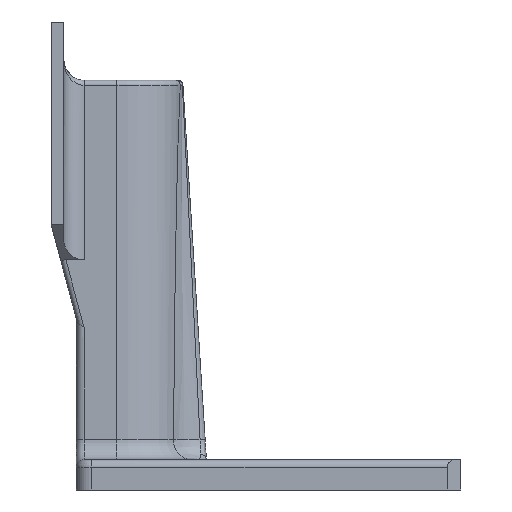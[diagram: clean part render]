
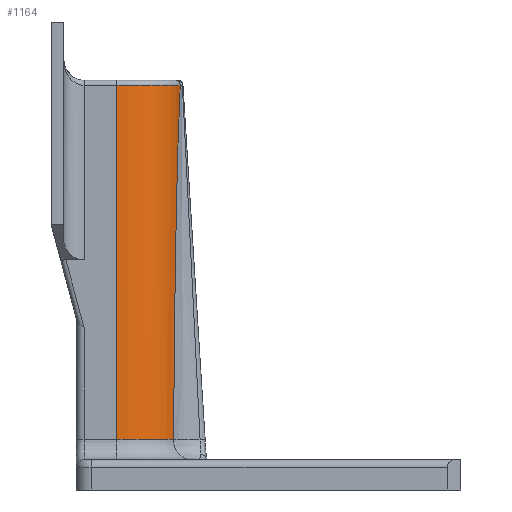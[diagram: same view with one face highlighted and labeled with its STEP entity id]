
A CAD part, left-side view. The second image highlights one B-rep face of the part: STEP entity #1164.
In plain terms, the highlighted cylindrical face has radius 13 mm (diameter 26 mm), a partial arc.
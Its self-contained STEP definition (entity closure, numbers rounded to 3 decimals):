
#56 = B_SPLINE_CURVE_WITH_KNOTS ( 'NONE', 3,
 ( #1342, #644, #2408, #4190, #249, #3812, #2708, #2359, #4444, #3460, #1273, #4118, #3066, #2062, #950, #2009, #4498, #4286 ),
 .UNSPECIFIED., .F., .F.,
 ( 4, 2, 2, 2, 2, 2, 2, 2, 4 ),
 ( 0.004, 0.022, 0.039, 0.048, 0.057, 0.065, 0.07, 0.072, 0.074 ),
 .UNSPECIFIED. ) ;
#73 = AXIS2_PLACEMENT_3D ( 'NONE', #1636, #3864, #705 ) ;
#86 = AXIS2_PLACEMENT_3D ( 'NONE', #1161, #4346, #4305 ) ;
#216 = FACE_OUTER_BOUND ( 'NONE', #2461, .T. ) ;
#249 = CARTESIAN_POINT ( 'NONE',  ( -6.149, -11.456, 39.215 ) ) ;
#280 = CARTESIAN_POINT ( 'NONE',  ( 0., 0., 80. ) ) ;
#644 = CARTESIAN_POINT ( 'NONE',  ( -6.568, -11.219, 15.844 ) ) ;
#705 = DIRECTION ( 'NONE',  ( -1., 0., 0. ) ) ;
#909 = ORIENTED_EDGE ( 'NONE', *, *, #3231, .T. ) ;
#950 = CARTESIAN_POINT ( 'NONE',  ( -3.985, -12.375, 77.118 ) ) ;
#967 = ORIENTED_EDGE ( 'NONE', *, *, #2143, .T. ) ;
#988 = CARTESIAN_POINT ( 'NONE',  ( -13., 0., 81. ) ) ;
#1132 = EDGE_CURVE ( 'NONE', #3738, #4530, #3803, .T. ) ;
#1161 = CARTESIAN_POINT ( 'NONE',  ( 0., 0., 10. ) ) ;
#1164 = ADVANCED_FACE ( 'NONE', ( #216 ), #2722, .T. ) ;
#1273 = CARTESIAN_POINT ( 'NONE',  ( -4.862, -12.06, 68.401 ) ) ;
#1342 = CARTESIAN_POINT ( 'NONE',  ( -6.626, -11.185, 10. ) ) ;
#1636 = CARTESIAN_POINT ( 'NONE',  ( 0., 0., 81. ) ) ;
#1730 = CIRCLE ( 'NONE', #4296, 13. ) ;
#1872 = ORIENTED_EDGE ( 'NONE', *, *, #1132, .T. ) ;
#2009 = CARTESIAN_POINT ( 'NONE',  ( -3.776, -12.44, 78.562 ) ) ;
#2053 = CARTESIAN_POINT ( 'NONE',  ( -3.526, -12.513, 80. ) ) ;
#2062 = CARTESIAN_POINT ( 'NONE',  ( -4.078, -12.344, 76.393 ) ) ;
#2070 = DIRECTION ( 'NONE',  ( 0., 0., -1. ) ) ;
#2143 = EDGE_CURVE ( 'NONE', #3437, #3738, #1730, .T. ) ;
#2359 = CARTESIAN_POINT ( 'NONE',  ( -5.532, -11.765, 56.735 ) ) ;
#2375 = ORIENTED_EDGE ( 'NONE', *, *, #2656, .T. ) ;
#2408 = CARTESIAN_POINT ( 'NONE',  ( -6.491, -11.264, 21.687 ) ) ;
#2461 = EDGE_LOOP ( 'NONE', ( #2375, #967, #1872, #909 ) ) ;
#2592 = CARTESIAN_POINT ( 'NONE',  ( -6.626, -11.185, 10. ) ) ;
#2656 = EDGE_CURVE ( 'NONE', #2913, #3437, #56, .T. ) ;
#2708 = CARTESIAN_POINT ( 'NONE',  ( -5.774, -11.648, 50.897 ) ) ;
#2722 = CYLINDRICAL_SURFACE ( 'NONE', #73, 13. ) ;
#2837 = CIRCLE ( 'NONE', #86, 13. ) ;
#2913 = VERTEX_POINT ( 'NONE', #2592 ) ;
#3066 = CARTESIAN_POINT ( 'NONE',  ( -4.335, -12.257, 74.219 ) ) ;
#3231 = EDGE_CURVE ( 'NONE', #4530, #2913, #2837, .T. ) ;
#3437 = VERTEX_POINT ( 'NONE', #2053 ) ;
#3460 = CARTESIAN_POINT ( 'NONE',  ( -5.057, -11.977, 65.486 ) ) ;
#3738 = VERTEX_POINT ( 'NONE', #3791 ) ;
#3755 = DIRECTION ( 'NONE',  ( 0., 0., -1. ) ) ;
#3772 = DIRECTION ( 'NONE',  ( 1., 0., 0. ) ) ;
#3791 = CARTESIAN_POINT ( 'NONE',  ( -13., 0., 80. ) ) ;
#3803 = LINE ( 'NONE', #988, #4469 ) ;
#3812 = CARTESIAN_POINT ( 'NONE',  ( -5.877, -11.596, 47.977 ) ) ;
#3864 = DIRECTION ( 'NONE',  ( 0., 0., -1. ) ) ;
#4118 = CARTESIAN_POINT ( 'NONE',  ( -4.478, -12.205, 72.765 ) ) ;
#4190 = CARTESIAN_POINT ( 'NONE',  ( -6.281, -11.382, 33.373 ) ) ;
#4286 = CARTESIAN_POINT ( 'NONE',  ( -3.526, -12.513, 80. ) ) ;
#4288 = CARTESIAN_POINT ( 'NONE',  ( -13., 0., 10. ) ) ;
#4296 = AXIS2_PLACEMENT_3D ( 'NONE', #280, #2070, #3772 ) ;
#4305 = DIRECTION ( 'NONE',  ( 1., 0., 0. ) ) ;
#4346 = DIRECTION ( 'NONE',  ( 0., 0., 1. ) ) ;
#4444 = CARTESIAN_POINT ( 'NONE',  ( -5.393, -11.83, 59.653 ) ) ;
#4469 = VECTOR ( 'NONE', #3755, 1000. ) ;
#4498 = CARTESIAN_POINT ( 'NONE',  ( -3.661, -12.475, 79.283 ) ) ;
#4530 = VERTEX_POINT ( 'NONE', #4288 ) ;
